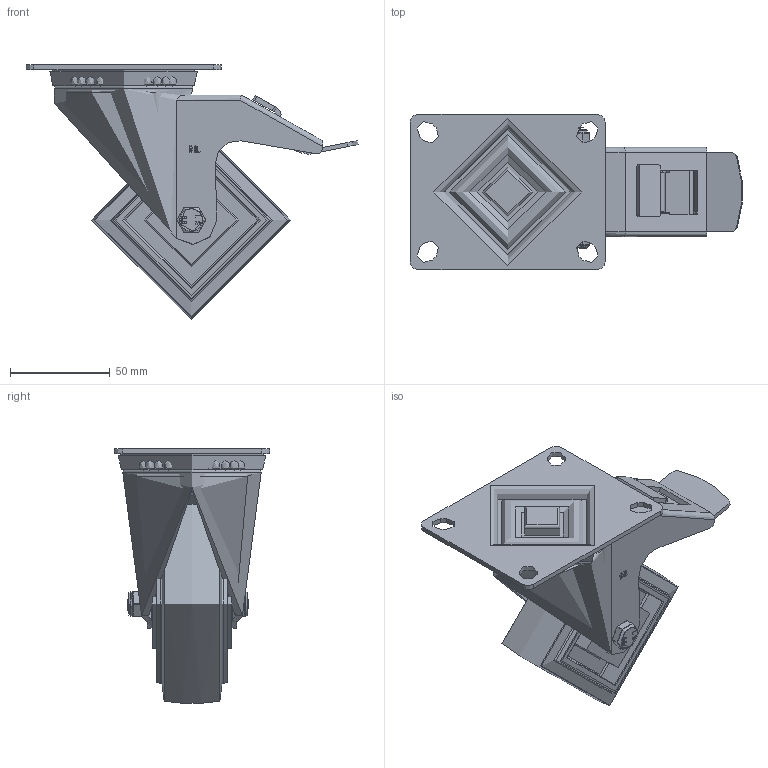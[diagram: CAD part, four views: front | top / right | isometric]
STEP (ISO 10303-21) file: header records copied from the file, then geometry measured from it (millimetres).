
FILE_DESCRIPTION(/* description */ (''),/* implementation_level */ '2;1');
FILE_NAME(/* name */ 'BZGMM100RNSWB.step',/* time_stamp */ '2024-07-03T13:04:32+01:00',/* author */ (''),/* organization */ (''),/* preprocessor_version */ 'ST-DEVELOPER v20',/* originating_system */ 'Autodesk Translation Framework v13.14.0.145',/* authorisation */ '');
FILE_SCHEMA (('AUTOMOTIVE_DESIGN { 1 0 10303 214 3 1 1 }'));
Length unit declared in the file: millimetre
Products named in the file (21): BZGMM100RNSWB; BZGMM100ASSWB - 2 v1; ZINC PLATED, PRESSED STEEL FORKS; BRAKE PAD; BEARING SEAL; ZINC PLATED, PRESSED STEEL BRAKE PEDAL; ZINC PLATED, PRESSED STEEL TOP PLATE; ZINC PLATED, PRESSED STEEL TOP PLATE Geometry; Pattern; Component2; BZMM100WRN v1; 75 SHORE A ELASTIC RUBBER TYRE; NYLON RIM; TUBEM12X40 v1; ZINC PLATED STEEL TUBE; HEXBOLTM8X55Z8.8 v2; GRADE 8.8 ZINC PLATED BOLT; NYLOCM8Z v1; NYLOC NUT; NUT; RUBBER
Assembly tree (47 placements, depth 5):
  BZGMM100RNSWB
    BZGMM100ASSWB - 2 v1
      ZINC PLATED, PRESSED STEEL FORKS
      BRAKE PAD
      BEARING SEAL
      ZINC PLATED, PRESSED STEEL BRAKE PEDAL
      ZINC PLATED, PRESSED STEEL TOP PLATE
        ZINC PLATED, PRESSED STEEL TOP PLATE Geometry
        Pattern
          Component2  x28
    BZMM100WRN v1
      75 SHORE A ELASTIC RUBBER TYRE
      NYLON RIM
    TUBEM12X40 v1
      ZINC PLATED STEEL TUBE
    HEXBOLTM8X55Z8.8 v2
      GRADE 8.8 ZINC PLATED BOLT
    NYLOCM8Z v1
      NYLOC NUT
        NUT
        RUBBER
Bounding box: 166.69 x 78 x 127.87 mm (x, y, z)
Volume: 313941.2 mm3; surface area: 129097.3 mm2
Topology: 39 solids, 39 shells, 477 faces, 1178 edges, 744 vertices
Faces by surface type: plane 188, cylinder 163, sphere 52, bspline 39, torus 26, cone 9
Full cylindrical faces by diameter (mm): 0.664 x2, 6.446 x7, 7.866 x13, 8 x3, 8.2 x2, 8.4 x1, 8.6 x2, 11.5 x1, 11.9 x1, 12.1 x1, 12.2 x1, 25 x2, 26 x1, 30 x2, 45 x2, 47 x1, 64.5 x1, 68 x2, 69.5 x1, 76 x2
Entity records: 19770 total; most frequent: CARTESIAN_POINT 8621, DIRECTION 2197, ORIENTED_EDGE 2178, EDGE_CURVE 1089, AXIS2_PLACEMENT_3D 811, VERTEX_POINT 690, LINE 575, VECTOR 575
